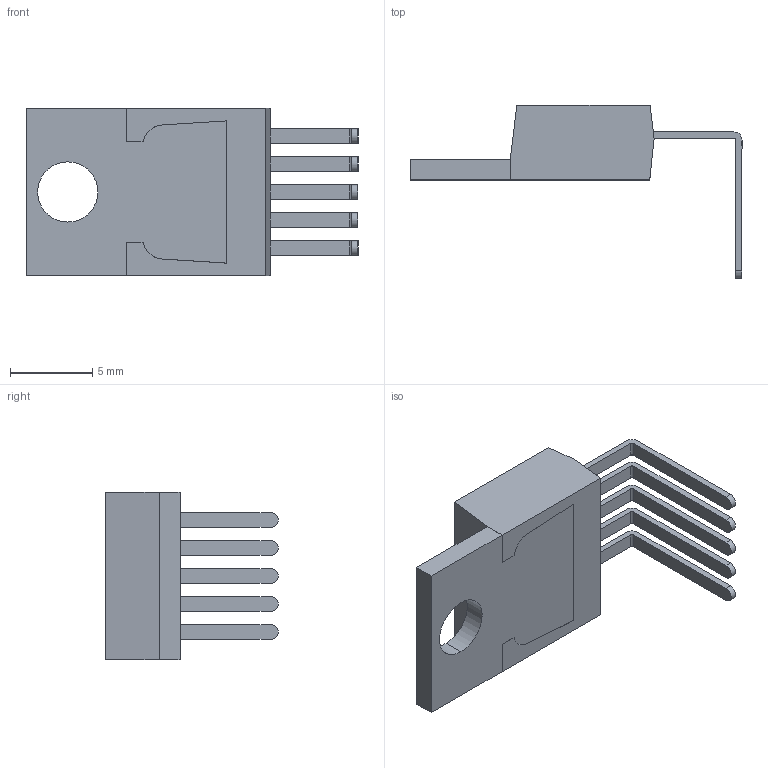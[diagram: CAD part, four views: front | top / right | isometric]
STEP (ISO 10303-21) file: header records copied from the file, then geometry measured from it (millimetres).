
FILE_DESCRIPTION (( 'STEP AP214' ), '1' );
FILE_NAME ('TO-220-5.STEP', '2018-03-01T06:21:40', ( '' ), ( '' ), 'SwSTEP 2.0', 'SolidWorks 2017', '' );
FILE_SCHEMA (( 'AUTOMOTIVE_DESIGN' ));
Length unit declared in the file: millimetre
Products named in the file (4): ALSRobot-TO-220-5_User Library-TO-220-5_TO-220-5 Dissipador_Valor predeterminado; ALSRobot-TO-220-5_User Library-TO-220-5_TO-220-5 Corpo_Valor predeterminado; TO-220-5; ALSRobot-TO-220-5_User Library-TO-220-5_TO-220-5 Terminal_Valor predeterminado
Assembly tree (7 placements, depth 2):
  TO-220-5
    ALSRobot-TO-220-5_User Library-TO-220-5_TO-220-5 Terminal_Valor predeterminado  x5
    ALSRobot-TO-220-5_User Library-TO-220-5_TO-220-5 Dissipador_Valor predeterminado
    ALSRobot-TO-220-5_User Library-TO-220-5_TO-220-5 Corpo_Valor predeterminado
Bounding box: 20.17 x 10.49 x 10.16 mm (x, y, z)
Volume: 477.1 mm3; surface area: 840.2 mm2
Topology: 7 solids, 7 shells, 111 faces, 276 edges, 180 vertices
Faces by surface type: plane 88, cylinder 23
Entity records: 3071 total; most frequent: CARTESIAN_POINT 377, DIRECTION 364, ORIENTED_EDGE 360, EDGE_CURVE 180, LINE 158, VECTOR 158, VERTEX_POINT 116, AXIS2_PLACEMENT_3D 103
